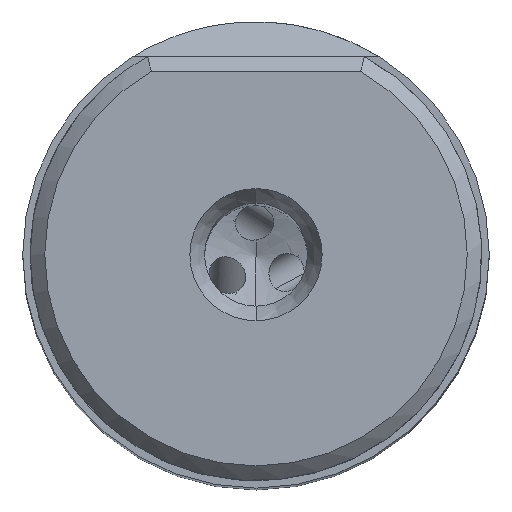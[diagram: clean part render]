
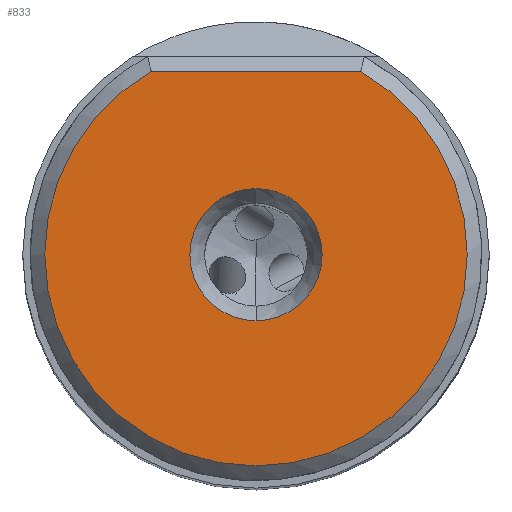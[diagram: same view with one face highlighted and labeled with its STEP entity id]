
A CAD part, top view. The second image highlights one B-rep face of the part: STEP entity #833.
In plain terms, the highlighted planar face has unit normal (0, 0, 1).
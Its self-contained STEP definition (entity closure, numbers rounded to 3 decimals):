
#166=B_SPLINE_CURVE_WITH_KNOTS('',3,(#10106,#10107,#10108,#10109),
 .UNSPECIFIED.,.F.,.F.,(4,4),(0.,1.),.UNSPECIFIED.);
#496=PLANE('',#6436);
#567=FACE_BOUND('',#1540,.T.);
#568=FACE_BOUND('',#1541,.T.);
#833=ADVANCED_FACE('',(#567,#568),#496,.T.);
#1540=EDGE_LOOP('',(#2528,#2529));
#1541=EDGE_LOOP('',(#2530,#2531));
#1864=CIRCLE('',#6429,14.375);
#1865=CIRCLE('',#6434,4.5);
#1866=CIRCLE('',#6435,4.5);
#2528=ORIENTED_EDGE('',*,*,#4815,.T.);
#2529=ORIENTED_EDGE('',*,*,#4816,.T.);
#2530=ORIENTED_EDGE('',*,*,#4808,.T.);
#2531=ORIENTED_EDGE('',*,*,#4814,.T.);
#4107=VERTEX_POINT('',#10064);
#4109=VERTEX_POINT('',#10067);
#4111=VERTEX_POINT('',#10112);
#4112=VERTEX_POINT('',#10113);
#4808=EDGE_CURVE('',#4109,#4107,#1864,.T.);
#4814=EDGE_CURVE('',#4107,#4109,#166,.T.);
#4815=EDGE_CURVE('',#4111,#4112,#1865,.T.);
#4816=EDGE_CURVE('',#4112,#4111,#1866,.T.);
#6429=AXIS2_PLACEMENT_3D('',#10066,#7331,#7332);
#6434=AXIS2_PLACEMENT_3D('',#10111,#7341,#7342);
#6435=AXIS2_PLACEMENT_3D('',#10114,#7343,#7344);
#6436=AXIS2_PLACEMENT_3D('',#10115,#7345,#7346);
#7331=DIRECTION('',(0.,0.,1.));
#7332=DIRECTION('',(-0.496,0.869,0.));
#7341=DIRECTION('',(0.,0.,-1.));
#7342=DIRECTION('',(0.,1.,0.));
#7343=DIRECTION('',(0.,0.,-1.));
#7344=DIRECTION('',(0.,-1.,0.));
#7345=DIRECTION('',(0.,0.,1.));
#7346=DIRECTION('',(-1.,0.,0.));
#10064=CARTESIAN_POINT('',(7.125,12.485,42.863));
#10066=CARTESIAN_POINT('',(0.,0.,42.863));
#10067=CARTESIAN_POINT('',(-7.125,12.485,42.863));
#10106=CARTESIAN_POINT('',(7.125,12.485,42.863));
#10107=CARTESIAN_POINT('',(2.375,12.485,42.863));
#10108=CARTESIAN_POINT('',(-2.375,12.485,42.863));
#10109=CARTESIAN_POINT('',(-7.125,12.485,42.863));
#10111=CARTESIAN_POINT('',(0.,0.,42.863));
#10112=CARTESIAN_POINT('',(0.,4.5,42.863));
#10113=CARTESIAN_POINT('',(0.,-4.5,42.863));
#10114=CARTESIAN_POINT('',(0.,0.,42.863));
#10115=CARTESIAN_POINT('',(0.,-1.045,42.863));
